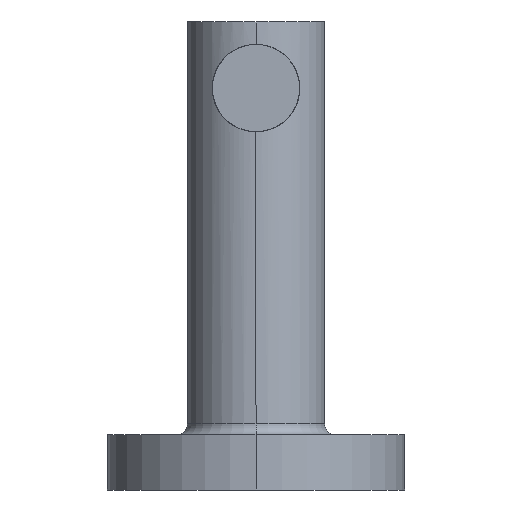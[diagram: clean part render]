
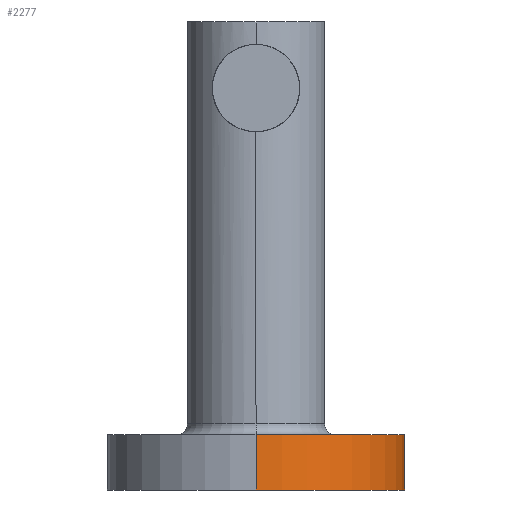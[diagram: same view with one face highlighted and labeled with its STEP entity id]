
A CAD part, front view. The second image highlights one B-rep face of the part: STEP entity #2277.
In plain terms, the highlighted cylindrical face has radius 27 mm (diameter 54 mm), a partial arc.
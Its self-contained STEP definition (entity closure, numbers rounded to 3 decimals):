
#46 = VERTEX_POINT ( 'NONE', #1630 ) ;
#67 = DIRECTION ( 'NONE',  ( 0., 0., -1. ) ) ;
#115 = EDGE_CURVE ( 'NONE', #1207, #1279, #625, .T. ) ;
#280 = FACE_OUTER_BOUND ( 'NONE', #2260, .T. ) ;
#287 = DIRECTION ( 'NONE',  ( 0., 0., -1. ) ) ;
#481 = LINE ( 'NONE', #905, #791 ) ;
#488 = CYLINDRICAL_SURFACE ( 'NONE', #1679, 27. ) ;
#541 = ORIENTED_EDGE ( 'NONE', *, *, #1849, .T. ) ;
#561 = EDGE_CURVE ( 'NONE', #46, #697, #1946, .T. ) ;
#625 = CIRCLE ( 'NONE', #747, 27. ) ;
#697 = VERTEX_POINT ( 'NONE', #1965 ) ;
#746 = VECTOR ( 'NONE', #67, 1000. ) ;
#747 = AXIS2_PLACEMENT_3D ( 'NONE', #1962, #990, #1008 ) ;
#791 = VECTOR ( 'NONE', #287, 1000. ) ;
#905 = CARTESIAN_POINT ( 'NONE',  ( 0., 27., 85. ) ) ;
#990 = DIRECTION ( 'NONE',  ( 0., 0., -1. ) ) ;
#1008 = DIRECTION ( 'NONE',  ( 0., 1., 0. ) ) ;
#1207 = VERTEX_POINT ( 'NONE', #1915 ) ;
#1275 = CARTESIAN_POINT ( 'NONE',  ( 0., 0., 85. ) ) ;
#1279 = VERTEX_POINT ( 'NONE', #2123 ) ;
#1391 = ORIENTED_EDGE ( 'NONE', *, *, #2090, .F. ) ;
#1548 = CARTESIAN_POINT ( 'NONE',  ( 0., 0., 10. ) ) ;
#1630 = CARTESIAN_POINT ( 'NONE',  ( 0., 27., 10. ) ) ;
#1654 = DIRECTION ( 'NONE',  ( 0., 0., -1. ) ) ;
#1664 = ORIENTED_EDGE ( 'NONE', *, *, #561, .T. ) ;
#1679 = AXIS2_PLACEMENT_3D ( 'NONE', #1275, #1654, #2063 ) ;
#1701 = DIRECTION ( 'NONE',  ( 0., 0., -1. ) ) ;
#1826 = CARTESIAN_POINT ( 'NONE',  ( 0., -27., 85. ) ) ;
#1849 = EDGE_CURVE ( 'NONE', #697, #1279, #2412, .T. ) ;
#1915 = CARTESIAN_POINT ( 'NONE',  ( 0., 27., 0. ) ) ;
#1945 = ORIENTED_EDGE ( 'NONE', *, *, #115, .F. ) ;
#1946 = CIRCLE ( 'NONE', #2240, 27. ) ;
#1962 = CARTESIAN_POINT ( 'NONE',  ( 0., 0., 0. ) ) ;
#1965 = CARTESIAN_POINT ( 'NONE',  ( 0., -27., 10. ) ) ;
#2063 = DIRECTION ( 'NONE',  ( 0., 1., 0. ) ) ;
#2090 = EDGE_CURVE ( 'NONE', #46, #1207, #481, .T. ) ;
#2123 = CARTESIAN_POINT ( 'NONE',  ( 0., -27., 0. ) ) ;
#2148 = DIRECTION ( 'NONE',  ( 0., 1., 0. ) ) ;
#2240 = AXIS2_PLACEMENT_3D ( 'NONE', #1548, #1701, #2148 ) ;
#2260 = EDGE_LOOP ( 'NONE', ( #1664, #541, #1945, #1391 ) ) ;
#2277 = ADVANCED_FACE ( 'NONE', ( #280 ), #488, .T. ) ;
#2412 = LINE ( 'NONE', #1826, #746 ) ;
